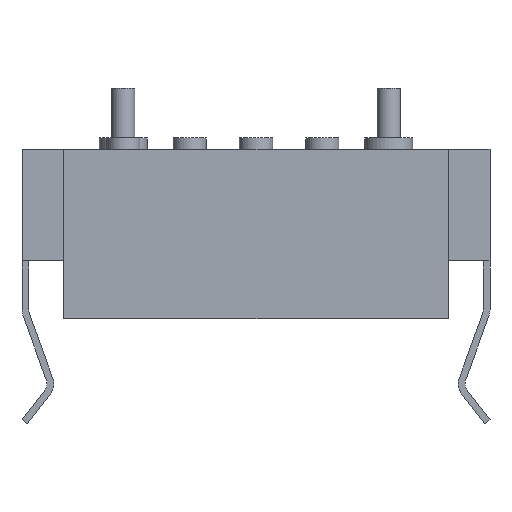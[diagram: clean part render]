
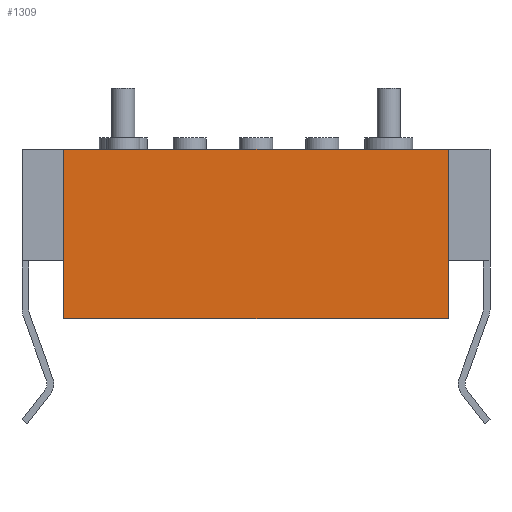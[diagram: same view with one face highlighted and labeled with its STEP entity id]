
A CAD part, front view. The second image highlights one B-rep face of the part: STEP entity #1309.
In plain terms, the highlighted planar face has unit normal (0, -1, 0).
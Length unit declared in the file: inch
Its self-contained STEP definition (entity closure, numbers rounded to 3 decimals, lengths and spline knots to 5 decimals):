
#63 = EDGE_CURVE ( 'NONE', #2541, #1798, #2942, .T. ) ;
#218 = LINE ( 'NONE', #1757, #333 ) ;
#237 = CARTESIAN_POINT ( 'NONE',  ( 0.22791, -0.11772, 0.10051 ) ) ;
#333 = VECTOR ( 'NONE', #3516, 39.37008 ) ;
#416 = ORIENTED_EDGE ( 'NONE', *, *, #63, .T. ) ;
#801 = CARTESIAN_POINT ( 'NONE',  ( -0.22791, -0.11772, 0.10051 ) ) ;
#834 = VECTOR ( 'NONE', #1500, 39.37008 ) ;
#961 = PLANE ( 'NONE',  #1557 ) ;
#1047 = EDGE_CURVE ( 'NONE', #1798, #3941, #218, .T. ) ;
#1287 = DIRECTION ( 'NONE',  ( 0., 1., 0. ) ) ;
#1309 = ADVANCED_FACE ( 'NONE', ( #2894 ), #961, .F. ) ;
#1483 = VECTOR ( 'NONE', #1858, 39.37008 ) ;
#1500 = DIRECTION ( 'NONE',  ( 1., 0., 0. ) ) ;
#1506 = CARTESIAN_POINT ( 'NONE',  ( -0.22791, -0.11772, -0.10051 ) ) ;
#1555 = EDGE_CURVE ( 'NONE', #2971, #2541, #3551, .T. ) ;
#1557 = AXIS2_PLACEMENT_3D ( 'NONE', #4038, #1287, #2828 ) ;
#1757 = CARTESIAN_POINT ( 'NONE',  ( 0.22791, -0.11772, -0.10051 ) ) ;
#1798 = VERTEX_POINT ( 'NONE', #3958 ) ;
#1858 = DIRECTION ( 'NONE',  ( 1., 0., 0. ) ) ;
#2082 = ORIENTED_EDGE ( 'NONE', *, *, #1555, .T. ) ;
#2344 = LINE ( 'NONE', #3124, #834 ) ;
#2375 = VECTOR ( 'NONE', #3072, 39.37008 ) ;
#2541 = VERTEX_POINT ( 'NONE', #3239 ) ;
#2591 = EDGE_LOOP ( 'NONE', ( #4522, #2692, #2082, #416 ) ) ;
#2692 = ORIENTED_EDGE ( 'NONE', *, *, #4030, .F. ) ;
#2828 = DIRECTION ( 'NONE',  ( -1., 0., 0. ) ) ;
#2894 = FACE_OUTER_BOUND ( 'NONE', #2591, .T. ) ;
#2942 = LINE ( 'NONE', #3771, #1483 ) ;
#2971 = VERTEX_POINT ( 'NONE', #801 ) ;
#3072 = DIRECTION ( 'NONE',  ( 0., 0., -1. ) ) ;
#3124 = CARTESIAN_POINT ( 'NONE',  ( -0.27756, -0.11772, 0.10051 ) ) ;
#3239 = CARTESIAN_POINT ( 'NONE',  ( -0.22791, -0.11772, -0.10051 ) ) ;
#3516 = DIRECTION ( 'NONE',  ( 0., 0., 1. ) ) ;
#3551 = LINE ( 'NONE', #1506, #2375 ) ;
#3771 = CARTESIAN_POINT ( 'NONE',  ( -0.27756, -0.11772, -0.10051 ) ) ;
#3941 = VERTEX_POINT ( 'NONE', #237 ) ;
#3958 = CARTESIAN_POINT ( 'NONE',  ( 0.22791, -0.11772, -0.10051 ) ) ;
#4030 = EDGE_CURVE ( 'NONE', #2971, #3941, #2344, .T. ) ;
#4038 = CARTESIAN_POINT ( 'NONE',  ( -0.27756, -0.11772, 0.10051 ) ) ;
#4522 = ORIENTED_EDGE ( 'NONE', *, *, #1047, .T. ) ;
